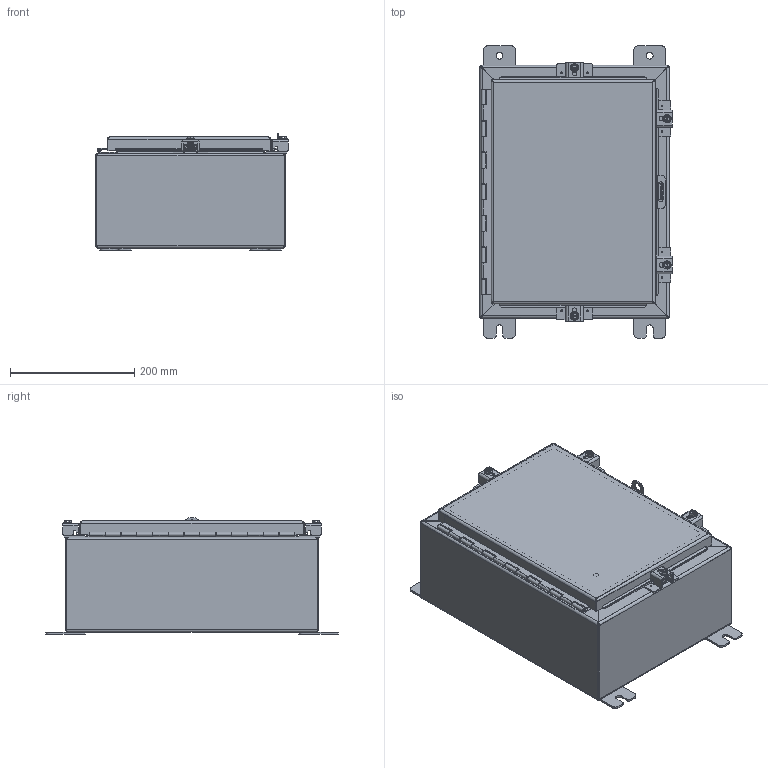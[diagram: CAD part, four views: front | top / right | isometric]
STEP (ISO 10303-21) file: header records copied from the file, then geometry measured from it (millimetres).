
FILE_DESCRIPTION(/* description */ ('MOUNTING FEET, N4 & N12, 2 X 2.5'),/* implementation_level */ '2;1');
FILE_NAME(/* name */ 'SSN4161206.stp',/* time_stamp */ '2016-11-04T18:28:18+06:00',/* author */ ('sdirisala'),/* organization */ ('HUBBELL WIEGMANN'),/* preprocessor_version */ 'ST-DEVELOPER v16.1',/* originating_system */ 'Autodesk Inventor 2016',/* authorisation */ 'MATTHEW SUMMERS');
FILE_SCHEMA (('AUTOMOTIVE_DESIGN { 1 0 10303 214 3 1 1 }'));
Length unit declared in the file: inch
Products named in the file (19): 34871; 38412; SSN4161206BKP; 32912; 14x10; 38846; SSN41612LID; 328136L; 328136T; 328136P; 328136; 38859; HFW30828 & HFW30829 CLAMP; HFW30828 & HFW30829 SCREW; HFW30828 & HFW30829 WASHER; 30818; HFW30828 & HFW30829 SPRING; HFW30828; SSN4161206
Assembly tree (30 placements, depth 3):
  SSN4161206
    34871  x4
    38412
    SSN4161206BKP
    32912
    14x10
    38846
    SSN41612LID
    328136
      328136L
      328136T
      328136P
    38859  x4
    HFW30828  x4
      HFW30828 & HFW30829 CLAMP
      HFW30828 & HFW30829 SCREW
      HFW30828 & HFW30829 WASHER
      HFW30828 & HFW30829 SPRING
    30818  x4
Bounding box: 309.45 x 469.9 x 186.82 mm (x, y, z)
Volume: 986668.4 mm3; surface area: 1210491.6 mm2
Topology: 33 solids, 97 shells, 1092 faces, 2765 edges, 1839 vertices
Faces by surface type: plane 541, cylinder 300, bspline 179, cone 46, torus 26
Full cylindrical faces by diameter (mm): 2.794 x16, 3.048 x1, 3.967 x1, 5.359 x4, 6.35 x1, 7.163 x4, 8.382 x8, 8.56 x1, 8.89 x4, 11.125 x4, 12.7 x1, 13.208 x4, 15.875 x8
Entity records: 24848 total; most frequent: CARTESIAN_POINT 9836, ORIENTED_EDGE 2948, DIRECTION 2781, EDGE_CURVE 1504, VERTEX_POINT 968, LINE 931, VECTOR 931, AXIS2_PLACEMENT_3D 925
